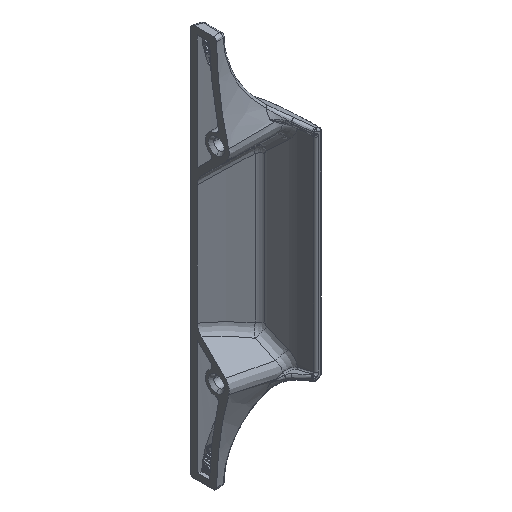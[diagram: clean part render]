
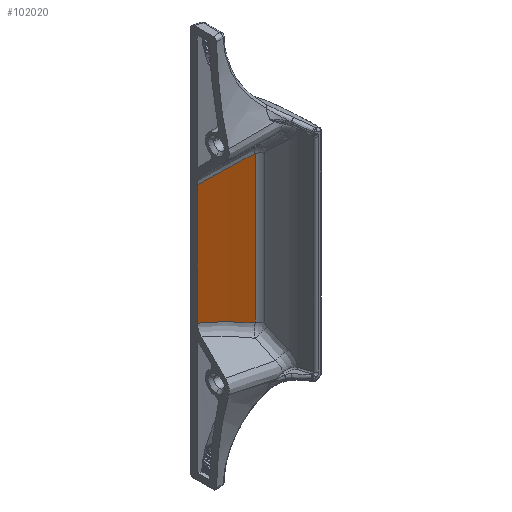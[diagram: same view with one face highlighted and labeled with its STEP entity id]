
A CAD part, isometric view. The second image highlights one B-rep face of the part: STEP entity #102020.
In plain terms, the highlighted cylindrical face has radius 93 mm (diameter 186 mm), a partial arc.
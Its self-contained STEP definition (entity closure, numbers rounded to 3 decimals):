
#91740=CARTESIAN_POINT('',(0.,216.433,
-112.321));
#91750=VERTEX_POINT('',#91740);
#91780=CARTESIAN_POINT('',(0.,216.433,
-211.507));
#91790=DIRECTION('',(0.,0.,1.));
#91800=VECTOR('',#91790,1.);
#91810=LINE('',#91780,#91800);
#91820=CARTESIAN_POINT('',(0.,216.433,
-149.604));
#91830=VERTEX_POINT('',#91820);
#91840=EDGE_CURVE('',#91830,#91750,#91810,.T.);
#101300=CARTESIAN_POINT('',(-24.588,126.742,
-211.507));
#101310=DIRECTION('',(0.,0.,-1.));
#101320=DIRECTION('',(-0.966,0.259,
0.));
#101330=AXIS2_PLACEMENT_3D('',#101300,#101310,#101320);
#101340=CYLINDRICAL_SURFACE('',#101330,93.);
#101350=CARTESIAN_POINT('',(-3.795,217.388,
-148.78));
#101360=CARTESIAN_POINT('',(-3.44,217.306,
-148.849));
#101370=CARTESIAN_POINT('',(-3.085,217.223,
-148.921));
#101380=CARTESIAN_POINT('',(-2.216,217.013,
-149.102));
#101390=CARTESIAN_POINT('',(-1.703,216.884,
-149.213));
#101400=CARTESIAN_POINT('',(-0.681,216.618,
-149.443));
#101410=CARTESIAN_POINT('',(-0.173,216.482,
-149.562));
#101420=CARTESIAN_POINT('',(0.841,216.2,
-149.807));
#101430=CARTESIAN_POINT('',(1.345,216.055,
-149.934));
#101440=CARTESIAN_POINT('',(2.853,215.608,
-150.326));
#101450=CARTESIAN_POINT('',(3.848,215.294,
-150.603));
#101460=CARTESIAN_POINT('',(5.82,214.637,
-151.186));
#101470=CARTESIAN_POINT('',(6.796,214.293,
-151.492));
#101480=CARTESIAN_POINT('',(8.457,213.676,
-152.042));
#101490=CARTESIAN_POINT('',(9.146,213.411,
-152.28));
#101500=CARTESIAN_POINT('',(10.514,212.866,
-152.769));
#101510=CARTESIAN_POINT('',(11.193,212.587,
-153.021));
#101520=CARTESIAN_POINT('',(12.538,212.014,
-153.537));
#101530=CARTESIAN_POINT('',(13.204,211.72,
-153.802));
#101540=CARTESIAN_POINT('',(14.526,211.12,
-154.345));
#101550=CARTESIAN_POINT('',(15.181,210.813,
-154.624));
#101560=CARTESIAN_POINT('',(16.426,210.213,
-155.169));
#101570=CARTESIAN_POINT('',(17.016,209.92,
-155.435));
#101580=CARTESIAN_POINT('',(17.601,209.622,
-155.706));
#101590=B_SPLINE_CURVE_WITH_KNOTS('',3,(#101350,#101360,#101370,#101380,
#101390,#101400,#101410,#101420,#101430,#101440,#101450,#101460,#101470,
#101480,#101490,#101500,#101510,#101520,#101530,#101540,#101550,#101560,
#101570,#101580),.UNSPECIFIED.,.F.,.F.,(4,2,2,2,2,2,2,2,2,2,2,4),(
47.189,48.28,49.868,51.455,
53.043,56.217,59.39,61.672,
63.954,66.235,68.517,70.609),
.UNSPECIFIED.);
#101600=CARTESIAN_POINT('',(13.222,211.709,
-153.812));
#101610=VERTEX_POINT('',#101600);
#101620=EDGE_CURVE('',#91830,#101610,#101590,.T.);
#101630=ORIENTED_EDGE('',*,*,#101620,.T.);
#101640=ORIENTED_EDGE('',*,*,#91840,.F.);
#101650=CARTESIAN_POINT('',(-3.795,217.388,
-113.146));
#101660=CARTESIAN_POINT('',(-3.44,217.306,
-113.076));
#101670=CARTESIAN_POINT('',(-3.085,217.223,
-113.005));
#101680=CARTESIAN_POINT('',(-2.216,217.013,
-112.824));
#101690=CARTESIAN_POINT('',(-1.703,216.884,
-112.713));
#101700=CARTESIAN_POINT('',(-0.681,216.618,
-112.483));
#101710=CARTESIAN_POINT('',(-0.173,216.482,
-112.364));
#101720=CARTESIAN_POINT('',(0.841,216.2,
-112.118));
#101730=CARTESIAN_POINT('',(1.345,216.055,
-111.991));
#101740=CARTESIAN_POINT('',(2.853,215.608,
-111.599));
#101750=CARTESIAN_POINT('',(3.848,215.294,
-111.323));
#101760=CARTESIAN_POINT('',(5.82,214.637,
-110.74));
#101770=CARTESIAN_POINT('',(6.796,214.293,
-110.434));
#101780=CARTESIAN_POINT('',(8.457,213.676,
-109.883));
#101790=CARTESIAN_POINT('',(9.146,213.411,
-109.646));
#101800=CARTESIAN_POINT('',(10.514,212.866,
-109.157));
#101810=CARTESIAN_POINT('',(11.193,212.587,
-108.905));
#101820=CARTESIAN_POINT('',(12.538,212.014,
-108.388));
#101830=CARTESIAN_POINT('',(13.204,211.72,
-108.123));
#101840=CARTESIAN_POINT('',(14.526,211.12,
-107.58));
#101850=CARTESIAN_POINT('',(15.181,210.813,
-107.302));
#101860=CARTESIAN_POINT('',(16.426,210.213,
-106.757));
#101870=CARTESIAN_POINT('',(17.016,209.92,
-106.491));
#101880=CARTESIAN_POINT('',(17.601,209.622,
-106.219));
#101890=B_SPLINE_CURVE_WITH_KNOTS('',3,(#101650,#101660,#101670,#101680,
#101690,#101700,#101710,#101720,#101730,#101740,#101750,#101760,#101770,
#101780,#101790,#101800,#101810,#101820,#101830,#101840,#101850,#101860,
#101870,#101880),.UNSPECIFIED.,.F.,.F.,(4,2,2,2,2,2,2,2,2,2,2,4),(
47.189,48.28,49.868,51.455,
53.043,56.217,59.39,61.672,
63.954,66.235,68.517,70.609),
.UNSPECIFIED.);
#101900=CARTESIAN_POINT('',(13.222,211.709,
-108.113));
#101910=VERTEX_POINT('',#101900);
#101920=EDGE_CURVE('',#91750,#101910,#101890,.T.);
#101930=ORIENTED_EDGE('',*,*,#101920,.F.);
#101940=CARTESIAN_POINT('',(13.222,211.709,
-211.507));
#101950=DIRECTION('',(0.,0.,-1.));
#101960=VECTOR('',#101950,1.);
#101970=LINE('',#101940,#101960);
#101980=EDGE_CURVE('',#101910,#101610,#101970,.T.);
#101990=ORIENTED_EDGE('',*,*,#101980,.F.);
#102000=EDGE_LOOP('',(#101990,#101930,#101640,#101630));
#102010=FACE_OUTER_BOUND('',#102000,.T.);
#102020=ADVANCED_FACE('',(#102010),#101340,.F.);
